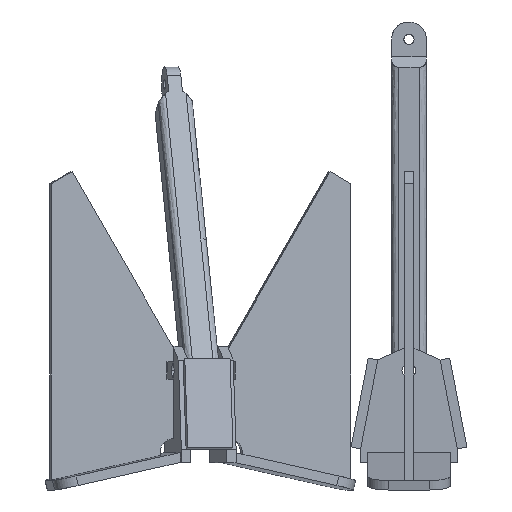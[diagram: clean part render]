
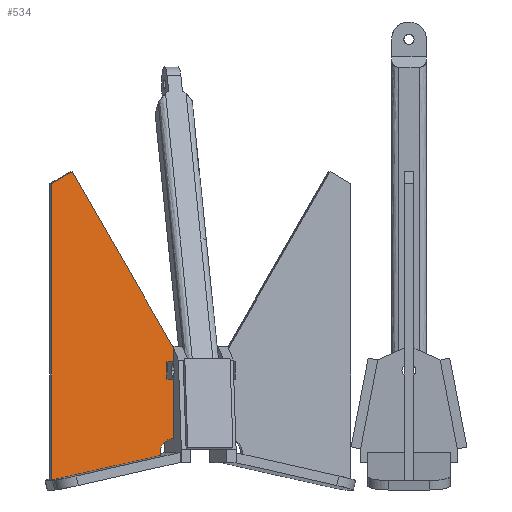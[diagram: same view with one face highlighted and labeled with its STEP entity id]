
A CAD part, left-side view. The second image highlights one B-rep face of the part: STEP entity #534.
In plain terms, the highlighted free-form (B-spline) face has degree [1, 1] with [2, 2] control points.
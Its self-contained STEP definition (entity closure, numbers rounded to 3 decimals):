
#534 = ADVANCED_FACE('',(#535),#644,.T.);
#535 = FACE_BOUND('',#536,.T.);
#536 = EDGE_LOOP('',(#537,#550,#561,#572,#583,#590,#597,#604,#611,#618,
    #625,#632,#639));
#537 = ORIENTED_EDGE('',*,*,#538,.T.);
#538 = EDGE_CURVE('',#539,#541,#543,.T.);
#539 = VERTEX_POINT('',#540);
#540 = CARTESIAN_POINT('',(96.014,603.376,
    -1170.165));
#541 = VERTEX_POINT('',#542);
#542 = CARTESIAN_POINT('',(96.026,603.305,
    -1155.471));
#543 = B_SPLINE_CURVE_WITH_KNOTS('',5,(#544,#545,#546,#547,#548,#549),
  .UNSPECIFIED.,.F.,.F.,(6,6),(-0.219,0.229),
  .PIECEWISE_BEZIER_KNOTS.);
#544 = CARTESIAN_POINT('',(96.014,603.376,
    -1170.165));
#545 = CARTESIAN_POINT('',(95.902,604.009,
    -1167.272));
#546 = CARTESIAN_POINT('',(95.847,604.324,
    -1164.307));
#547 = CARTESIAN_POINT('',(95.849,604.31,
    -1161.319));
#548 = CARTESIAN_POINT('',(95.91,603.966,
    -1158.357));
#549 = CARTESIAN_POINT('',(96.026,603.305,
    -1155.471));
#550 = ORIENTED_EDGE('',*,*,#551,.T.);
#551 = EDGE_CURVE('',#541,#552,#554,.T.);
#552 = VERTEX_POINT('',#553);
#553 = CARTESIAN_POINT('',(97.142,596.98,
    -1142.254));
#554 = B_SPLINE_CURVE_WITH_KNOTS('',5,(#555,#556,#557,#558,#559,#560),
  .UNSPECIFIED.,.F.,.F.,(6,6),(0.229,0.676),
  .PIECEWISE_BEZIER_KNOTS.);
#555 = CARTESIAN_POINT('',(96.026,603.305,
    -1155.471));
#556 = CARTESIAN_POINT('',(96.143,602.643,
    -1152.584));
#557 = CARTESIAN_POINT('',(96.316,601.664,
    -1149.773));
#558 = CARTESIAN_POINT('',(96.542,600.377,
    -1147.085));
#559 = CARTESIAN_POINT('',(96.82,598.806,
    -1144.566));
#560 = CARTESIAN_POINT('',(97.142,596.98,
    -1142.254));
#561 = ORIENTED_EDGE('',*,*,#562,.T.);
#562 = EDGE_CURVE('',#552,#563,#565,.T.);
#563 = VERTEX_POINT('',#564);
#564 = CARTESIAN_POINT('',(99.14,585.647,
    -1133.116));
#565 = B_SPLINE_CURVE_WITH_KNOTS('',5,(#566,#567,#568,#569,#570,#571),
  .UNSPECIFIED.,.F.,.F.,(6,6),(0.676,1.123),
  .PIECEWISE_BEZIER_KNOTS.);
#566 = CARTESIAN_POINT('',(97.142,596.98,
    -1142.254));
#567 = CARTESIAN_POINT('',(97.464,595.154,
    -1139.942));
#568 = CARTESIAN_POINT('',(97.83,593.073,
    -1137.838));
#569 = CARTESIAN_POINT('',(98.237,590.768,
    -1135.979));
#570 = CARTESIAN_POINT('',(98.676,588.278,
    -1134.398));
#571 = CARTESIAN_POINT('',(99.14,585.647,
    -1133.116));
#572 = ORIENTED_EDGE('',*,*,#573,.T.);
#573 = EDGE_CURVE('',#563,#574,#576,.T.);
#574 = VERTEX_POINT('',#575);
#575 = CARTESIAN_POINT('',(101.628,571.536,
    -1129.857));
#576 = B_SPLINE_CURVE_WITH_KNOTS('',5,(#577,#578,#579,#580,#581,#582),
  .UNSPECIFIED.,.F.,.F.,(6,6),(1.123,1.571),
  .PIECEWISE_BEZIER_KNOTS.);
#577 = CARTESIAN_POINT('',(99.14,585.647,
    -1133.116));
#578 = CARTESIAN_POINT('',(99.604,583.015,
    -1131.834));
#579 = CARTESIAN_POINT('',(100.093,580.243,
    -1130.851));
#580 = CARTESIAN_POINT('',(100.599,577.373,
    -1130.188));
#581 = CARTESIAN_POINT('',(101.113,574.455,
    -1129.857));
#582 = CARTESIAN_POINT('',(101.628,571.536,
    -1129.857));
#583 = ORIENTED_EDGE('',*,*,#584,.T.);
#584 = EDGE_CURVE('',#574,#585,#587,.T.);
#585 = VERTEX_POINT('',#586);
#586 = CARTESIAN_POINT('',(101.628,571.536,
    -988.266));
#587 = B_SPLINE_CURVE_WITH_KNOTS('',1,(#588,#589),.UNSPECIFIED.,.F.,.F.,
  (2,2),(-122.285,-0.),.PIECEWISE_BEZIER_KNOTS.);
#588 = CARTESIAN_POINT('',(101.628,571.536,
    -1129.857));
#589 = CARTESIAN_POINT('',(101.628,571.536,
    -988.266));
#590 = ORIENTED_EDGE('',*,*,#591,.T.);
#591 = EDGE_CURVE('',#585,#592,#594,.T.);
#592 = VERTEX_POINT('',#593);
#593 = CARTESIAN_POINT('',(98.752,587.845,
    -988.266));
#594 = B_SPLINE_CURVE_WITH_KNOTS('',1,(#595,#596),.UNSPECIFIED.,.F.,.F.,
  (2,2),(0.,14.302),.PIECEWISE_BEZIER_KNOTS.);
#595 = CARTESIAN_POINT('',(101.628,571.536,
    -988.266));
#596 = CARTESIAN_POINT('',(98.752,587.845,
    -988.266));
#597 = ORIENTED_EDGE('',*,*,#598,.T.);
#598 = EDGE_CURVE('',#592,#599,#601,.T.);
#599 = VERTEX_POINT('',#600);
#600 = CARTESIAN_POINT('',(98.752,587.845,
    -946.866));
#601 = B_SPLINE_CURVE_WITH_KNOTS('',1,(#602,#603),.UNSPECIFIED.,.F.,.F.,
  (2,2),(0.,35.756),.PIECEWISE_BEZIER_KNOTS.);
#602 = CARTESIAN_POINT('',(98.752,587.845,
    -988.266));
#603 = CARTESIAN_POINT('',(98.752,587.845,
    -946.866));
#604 = ORIENTED_EDGE('',*,*,#605,.T.);
#605 = EDGE_CURVE('',#599,#606,#608,.T.);
#606 = VERTEX_POINT('',#607);
#607 = CARTESIAN_POINT('',(101.628,571.536,
    -946.866));
#608 = B_SPLINE_CURVE_WITH_KNOTS('',1,(#609,#610),.UNSPECIFIED.,.F.,.F.,
  (2,2),(0.,14.302),.PIECEWISE_BEZIER_KNOTS.);
#609 = CARTESIAN_POINT('',(98.752,587.845,
    -946.866));
#610 = CARTESIAN_POINT('',(101.628,571.536,
    -946.866));
#611 = ORIENTED_EDGE('',*,*,#612,.T.);
#612 = EDGE_CURVE('',#606,#613,#615,.T.);
#613 = VERTEX_POINT('',#614);
#614 = CARTESIAN_POINT('',(101.628,571.536,
    -914.573));
#615 = B_SPLINE_CURVE_WITH_KNOTS('',1,(#616,#617),.UNSPECIFIED.,.F.,.F.,
  (2,2),(-27.89,-0.),.PIECEWISE_BEZIER_KNOTS.);
#616 = CARTESIAN_POINT('',(101.628,571.536,
    -946.866));
#617 = CARTESIAN_POINT('',(101.628,571.536,
    -914.573));
#618 = ORIENTED_EDGE('',*,*,#619,.T.);
#619 = EDGE_CURVE('',#613,#620,#622,.T.);
#620 = VERTEX_POINT('',#621);
#621 = CARTESIAN_POINT('',(58.99,813.35,
    -493.942));
#622 = B_SPLINE_CURVE_WITH_KNOTS('',1,(#623,#624),.UNSPECIFIED.,.F.,.F.,
  (2,2),(0.,420.646),.PIECEWISE_BEZIER_KNOTS.);
#623 = CARTESIAN_POINT('',(101.628,571.536,
    -914.573));
#624 = CARTESIAN_POINT('',(58.99,813.35,
    -493.942));
#625 = ORIENTED_EDGE('',*,*,#626,.T.);
#626 = EDGE_CURVE('',#620,#627,#629,.T.);
#627 = VERTEX_POINT('',#628);
#628 = CARTESIAN_POINT('',(50.297,862.646,
    -523.163));
#629 = B_SPLINE_CURVE_WITH_KNOTS('',1,(#630,#631),.UNSPECIFIED.,.F.,.F.,
  (2,2),(0.,50.058),.PIECEWISE_BEZIER_KNOTS.);
#630 = CARTESIAN_POINT('',(58.99,813.35,
    -493.942));
#631 = CARTESIAN_POINT('',(50.297,862.646,
    -523.163));
#632 = ORIENTED_EDGE('',*,*,#633,.T.);
#633 = EDGE_CURVE('',#627,#634,#636,.T.);
#634 = VERTEX_POINT('',#635);
#635 = CARTESIAN_POINT('',(50.297,862.646,
    -1228.693));
#636 = B_SPLINE_CURVE_WITH_KNOTS('',1,(#637,#638),.UNSPECIFIED.,.F.,.F.,
  (2,2),(0.,609.332),.PIECEWISE_BEZIER_KNOTS.);
#637 = CARTESIAN_POINT('',(50.297,862.646,
    -523.163));
#638 = CARTESIAN_POINT('',(50.297,862.646,
    -1228.693));
#639 = ORIENTED_EDGE('',*,*,#640,.T.);
#640 = EDGE_CURVE('',#634,#539,#641,.T.);
#641 = B_SPLINE_CURVE_WITH_KNOTS('',1,(#642,#643),.UNSPECIFIED.,.F.,.F.,
  (2,2),(-232.924,-0.),.PIECEWISE_BEZIER_KNOTS.);
#642 = CARTESIAN_POINT('',(50.297,862.646,
    -1228.693));
#643 = CARTESIAN_POINT('',(96.014,603.376,
    -1170.165));
#644 = B_SPLINE_SURFACE_WITH_KNOTS('',1,1,(
    (#645,#646)
    ,(#647,#648
    )),.UNSPECIFIED.,.F.,.F.,.F.,(2,2),(2,2),(31.912,
    287.208),(-713.89,-79.321),
  .PIECEWISE_BEZIER_KNOTS.);
#645 = CARTESIAN_POINT('',(50.297,862.646,
    -1228.693));
#646 = CARTESIAN_POINT('',(50.297,862.646,
    -493.942));
#647 = CARTESIAN_POINT('',(101.628,571.536,
    -1228.693));
#648 = CARTESIAN_POINT('',(101.628,571.536,
    -493.942));
